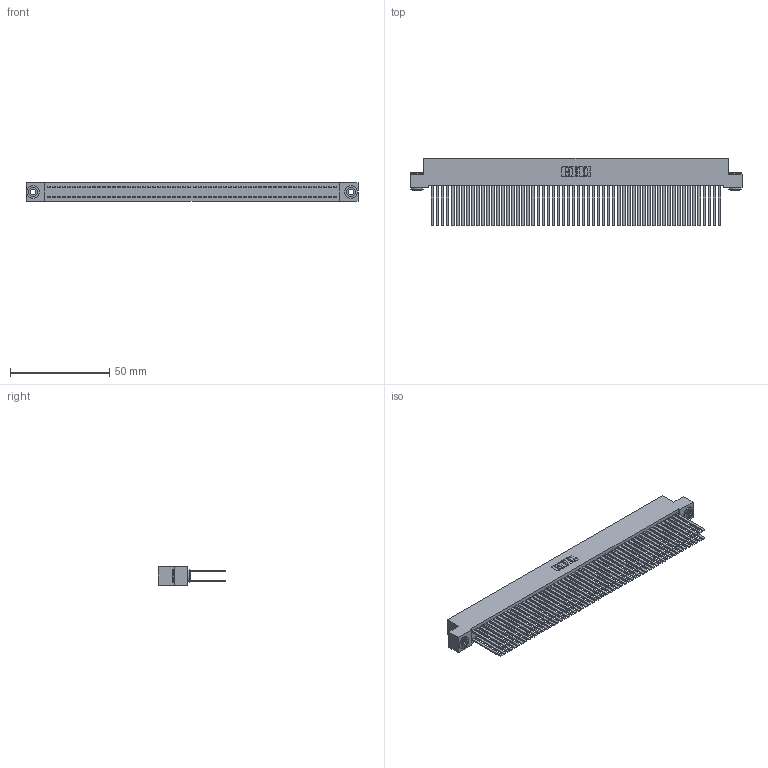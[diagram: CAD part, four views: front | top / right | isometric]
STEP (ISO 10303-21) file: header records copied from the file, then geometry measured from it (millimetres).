
FILE_DESCRIPTION (( 'STEP AP203' ), '1' );
FILE_NAME ('392-116-544-203.STEP', '2019-10-10T01:51:12', ( '' ), ( '' ), 'SwSTEP 2.0', 'SolidWorks 2016', '' );
FILE_SCHEMA (( 'CONFIG_CONTROL_DESIGN' ));
Length unit declared in the file: inch
Products named in the file (4): 342-250-002_345-250-002-102; 392-116-544-203; 342 Part_.156 TH; 345-292-001_345-293-144
Assembly tree (119 placements, depth 2):
  392-116-544-203
    342 Part_.156 TH
    345-292-001_345-293-144  x116
    342-250-002_345-250-002-102  x2
Bounding box: 167.64 x 34.3 x 9.4 mm (x, y, z)
Volume: 16787.1 mm3; surface area: 32436.8 mm2
Topology: 119 solids, 119 shells, 5484 faces, 16267 edges, 10686 vertices
Faces by surface type: plane 3788, cylinder 1688, cone 8
Entity records: 35578 total; most frequent: CARTESIAN_POINT 5849, ORIENTED_EDGE 5778, DIRECTION 4999, EDGE_CURVE 2889, VECTOR 2741, LINE 2741, VERTEX_POINT 1922, AXIS2_PLACEMENT_3D 1129
